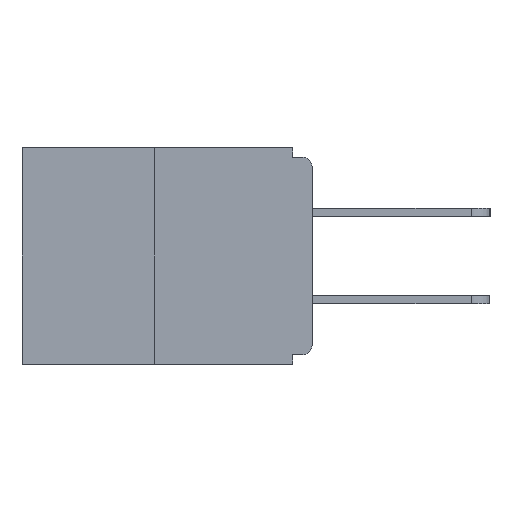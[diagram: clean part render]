
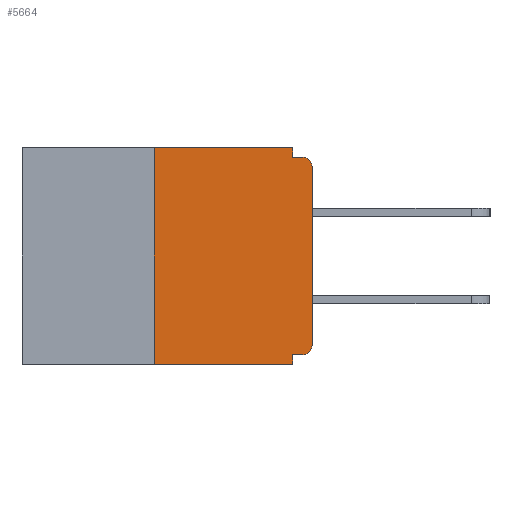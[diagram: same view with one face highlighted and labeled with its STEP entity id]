
A CAD part, left-side view. The second image highlights one B-rep face of the part: STEP entity #5664.
In plain terms, the highlighted planar face has unit normal (-1, 0, 0).
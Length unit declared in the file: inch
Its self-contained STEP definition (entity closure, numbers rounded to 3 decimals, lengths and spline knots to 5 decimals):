
#434 = VERTEX_POINT ( 'NONE', #4375 ) ;
#691 = VERTEX_POINT ( 'NONE', #11216 ) ;
#850 = EDGE_CURVE ( 'NONE', #14114, #12607, #2358, .T. ) ;
#879 = DIRECTION ( 'NONE',  ( -1., 0., 0. ) ) ;
#950 = CARTESIAN_POINT ( 'NONE',  ( 0., 0., -0.03 ) ) ;
#998 = CARTESIAN_POINT ( 'NONE',  ( 0., 0.031, -0.343 ) ) ;
#1229 = VECTOR ( 'NONE', #11269, 39.37008 ) ;
#1730 = CARTESIAN_POINT ( 'NONE',  ( 0., 0.031, -0.343 ) ) ;
#2039 = LINE ( 'NONE', #14961, #15947 ) ;
#2048 = VECTOR ( 'NONE', #5422, 39.37008 ) ;
#2114 = ORIENTED_EDGE ( 'NONE', *, *, #8212, .T. ) ;
#2254 = ORIENTED_EDGE ( 'NONE', *, *, #8086, .F. ) ;
#2270 = CARTESIAN_POINT ( 'NONE',  ( 0., 0.46, 0. ) ) ;
#2358 = CIRCLE ( 'NONE', #15559, 0.015 ) ;
#2441 = VERTEX_POINT ( 'NONE', #7688 ) ;
#2578 = VECTOR ( 'NONE', #4977, 39.37008 ) ;
#3260 = ORIENTED_EDGE ( 'NONE', *, *, #850, .T. ) ;
#3571 = ORIENTED_EDGE ( 'NONE', *, *, #6829, .F. ) ;
#3596 = EDGE_CURVE ( 'NONE', #434, #7369, #4575, .T. ) ;
#3623 = EDGE_CURVE ( 'NONE', #2441, #16501, #8579, .T. ) ;
#3728 = DIRECTION ( 'NONE',  ( 0., 0., -1. ) ) ;
#4375 = CARTESIAN_POINT ( 'NONE',  ( 0., 0.015, -0.328 ) ) ;
#4471 = LINE ( 'NONE', #8108, #2048 ) ;
#4575 = LINE ( 'NONE', #13639, #11613 ) ;
#4697 = VERTEX_POINT ( 'NONE', #9213 ) ;
#4772 = DIRECTION ( 'NONE',  ( -1., 0., 0. ) ) ;
#4775 = VECTOR ( 'NONE', #15102, 39.37008 ) ;
#4977 = DIRECTION ( 'NONE',  ( 0., -1., 0. ) ) ;
#5008 = DIRECTION ( 'NONE',  ( 0., 0., -1. ) ) ;
#5265 = VERTEX_POINT ( 'NONE', #1730 ) ;
#5422 = DIRECTION ( 'NONE',  ( 0., 0., 1. ) ) ;
#5533 = CARTESIAN_POINT ( 'NONE',  ( 0., 0.031, -0.328 ) ) ;
#5664 = ADVANCED_FACE ( 'NONE', ( #10540 ), #16183, .F. ) ;
#5793 = EDGE_LOOP ( 'NONE', ( #15898, #11503, #7291, #2254, #14949, #2114, #14502, #3260, #12066, #3571 ) ) ;
#5981 = AXIS2_PLACEMENT_3D ( 'NONE', #12218, #8486, #12332 ) ;
#6028 = DIRECTION ( 'NONE',  ( 0., 1., 0. ) ) ;
#6112 = DIRECTION ( 'NONE',  ( 0., 0., 1. ) ) ;
#6829 = EDGE_CURVE ( 'NONE', #16501, #691, #14116, .T. ) ;
#6903 = VERTEX_POINT ( 'NONE', #8606 ) ;
#7228 = LINE ( 'NONE', #7490, #8248 ) ;
#7291 = ORIENTED_EDGE ( 'NONE', *, *, #11596, .T. ) ;
#7369 = VERTEX_POINT ( 'NONE', #5533 ) ;
#7490 = CARTESIAN_POINT ( 'NONE',  ( 0., 0., 0. ) ) ;
#7688 = CARTESIAN_POINT ( 'NONE',  ( 0., 0.25, 0. ) ) ;
#7865 = EDGE_CURVE ( 'NONE', #4697, #14114, #7228, .T. ) ;
#7925 = CARTESIAN_POINT ( 'NONE',  ( 0., 0.015, -0.313 ) ) ;
#8086 = EDGE_CURVE ( 'NONE', #7369, #5265, #11091, .T. ) ;
#8108 = CARTESIAN_POINT ( 'NONE',  ( 0., 0.25, 0. ) ) ;
#8212 = EDGE_CURVE ( 'NONE', #434, #4697, #9672, .T. ) ;
#8248 = VECTOR ( 'NONE', #6112, 39.37008 ) ;
#8486 = DIRECTION ( 'NONE',  ( 1., 0., 0. ) ) ;
#8569 = CARTESIAN_POINT ( 'NONE',  ( 0., 0.015, -0.015 ) ) ;
#8579 = LINE ( 'NONE', #2270, #4775 ) ;
#8606 = CARTESIAN_POINT ( 'NONE',  ( 0., 0.25, -0.343 ) ) ;
#9213 = CARTESIAN_POINT ( 'NONE',  ( 0., 0., -0.313 ) ) ;
#9354 = EDGE_CURVE ( 'NONE', #6903, #2441, #4471, .T. ) ;
#9672 = CIRCLE ( 'NONE', #15622, 0.015 ) ;
#9758 = CARTESIAN_POINT ( 'NONE',  ( 0., 0.031, 0. ) ) ;
#10540 = FACE_OUTER_BOUND ( 'NONE', #5793, .T. ) ;
#10638 = LINE ( 'NONE', #16428, #2578 ) ;
#11004 = DIRECTION ( 'NONE',  ( 0., 0., -1. ) ) ;
#11091 = LINE ( 'NONE', #998, #1229 ) ;
#11216 = CARTESIAN_POINT ( 'NONE',  ( 0., 0.031, -0.015 ) ) ;
#11269 = DIRECTION ( 'NONE',  ( 0., 0., -1. ) ) ;
#11503 = ORIENTED_EDGE ( 'NONE', *, *, #9354, .F. ) ;
#11596 = EDGE_CURVE ( 'NONE', #6903, #5265, #2039, .T. ) ;
#11613 = VECTOR ( 'NONE', #6028, 39.37008 ) ;
#11686 = VECTOR ( 'NONE', #11004, 39.37008 ) ;
#12066 = ORIENTED_EDGE ( 'NONE', *, *, #14167, .F. ) ;
#12218 = CARTESIAN_POINT ( 'NONE',  ( 0., 0.46, 0. ) ) ;
#12332 = DIRECTION ( 'NONE',  ( 0., 0., -1. ) ) ;
#12607 = VERTEX_POINT ( 'NONE', #8569 ) ;
#13274 = CARTESIAN_POINT ( 'NONE',  ( 0., 0.031, 0. ) ) ;
#13639 = CARTESIAN_POINT ( 'NONE',  ( 0., 0., -0.328 ) ) ;
#13992 = DIRECTION ( 'NONE',  ( 0., -1., 0. ) ) ;
#14114 = VERTEX_POINT ( 'NONE', #950 ) ;
#14116 = LINE ( 'NONE', #9758, #11686 ) ;
#14167 = EDGE_CURVE ( 'NONE', #691, #12607, #10638, .T. ) ;
#14502 = ORIENTED_EDGE ( 'NONE', *, *, #7865, .T. ) ;
#14949 = ORIENTED_EDGE ( 'NONE', *, *, #3596, .F. ) ;
#14961 = CARTESIAN_POINT ( 'NONE',  ( 0., 0.46, -0.343 ) ) ;
#15102 = DIRECTION ( 'NONE',  ( 0., -1., 0. ) ) ;
#15329 = CARTESIAN_POINT ( 'NONE',  ( 0., 0.015, -0.03 ) ) ;
#15559 = AXIS2_PLACEMENT_3D ( 'NONE', #15329, #879, #3728 ) ;
#15622 = AXIS2_PLACEMENT_3D ( 'NONE', #7925, #4772, #5008 ) ;
#15898 = ORIENTED_EDGE ( 'NONE', *, *, #3623, .F. ) ;
#15947 = VECTOR ( 'NONE', #13992, 39.37008 ) ;
#16183 = PLANE ( 'NONE',  #5981 ) ;
#16428 = CARTESIAN_POINT ( 'NONE',  ( 0., 0., -0.015 ) ) ;
#16501 = VERTEX_POINT ( 'NONE', #13274 ) ;
